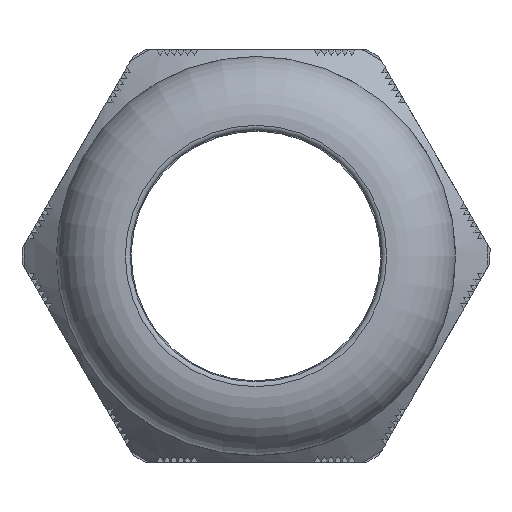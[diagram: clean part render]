
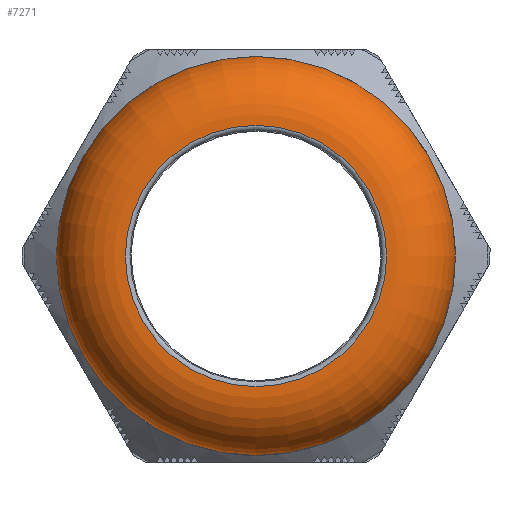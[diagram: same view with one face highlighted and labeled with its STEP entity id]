
A CAD part, left-side view. The second image highlights one B-rep face of the part: STEP entity #7271.
In plain terms, the highlighted toroidal (fillet/blend) face has major radius 13.653 mm and minor radius 6.694 mm.
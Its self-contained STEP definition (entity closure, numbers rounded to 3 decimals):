
#1775=FACE_BOUND('',#2406,.T.);
#1999=FACE_OUTER_BOUND('',#2405,.T.);
#2405=EDGE_LOOP('',(#5976));
#2406=EDGE_LOOP('',(#5977));
#2642=CIRCLE('',#7534,13.3);
#2754=CIRCLE('',#7832,20.3);
#2992=VERTEX_POINT('',#11987);
#3356=VERTEX_POINT('',#13706);
#3746=EDGE_CURVE('',#2992,#2992,#2642,.T.);
#4292=EDGE_CURVE('',#3356,#3356,#2754,.T.);
#5976=ORIENTED_EDGE('',*,*,#4292,.F.);
#5977=ORIENTED_EDGE('',*,*,#3746,.T.);
#7048=TOROIDAL_SURFACE('',#7831,13.653,6.694);
#7271=ADVANCED_FACE('',(#1999,#1775),#7048,.T.);
#7534=AXIS2_PLACEMENT_3D('',#11988,#8286,#8287);
#7831=AXIS2_PLACEMENT_3D('',#13705,#9222,#9223);
#7832=AXIS2_PLACEMENT_3D('',#13707,#9224,#9225);
#8286=DIRECTION('center_axis',(1.,0.,0.));
#8287=DIRECTION('ref_axis',(0.,0.,-1.));
#9222=DIRECTION('center_axis',(1.,0.,0.));
#9223=DIRECTION('ref_axis',(0.,0.,-1.));
#9224=DIRECTION('center_axis',(1.,0.,0.));
#9225=DIRECTION('ref_axis',(0.,0.,-1.));
#11987=CARTESIAN_POINT('',(-25.82,13.3,0.));
#11988=CARTESIAN_POINT('Origin',(-25.82,0.,0.));
#13705=CARTESIAN_POINT('Origin',(-19.136,0.,0.));
#13706=CARTESIAN_POINT('',(-18.35,20.3,0.));
#13707=CARTESIAN_POINT('Origin',(-18.35,0.,0.));
